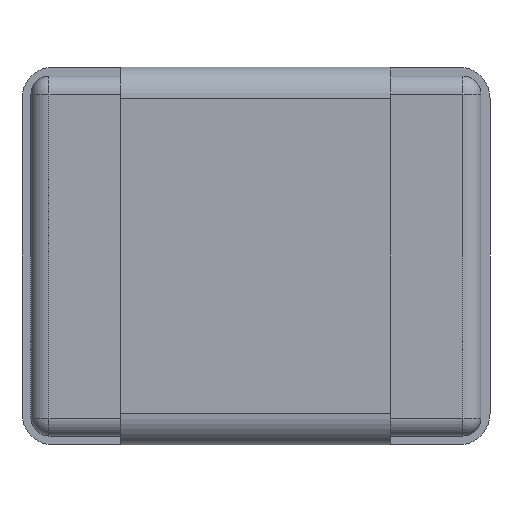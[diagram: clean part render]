
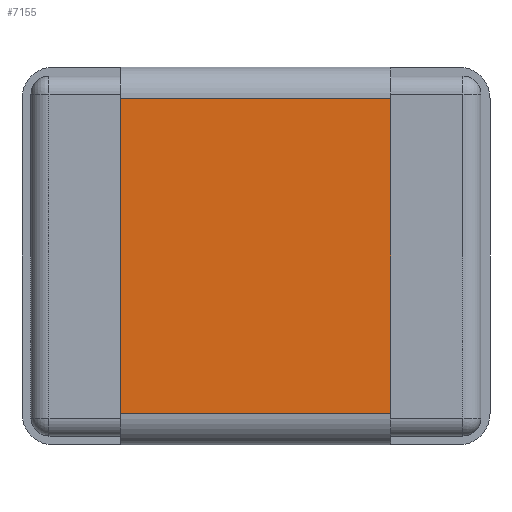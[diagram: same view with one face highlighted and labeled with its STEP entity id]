
A CAD part, left-side view. The second image highlights one B-rep face of the part: STEP entity #7155.
In plain terms, the highlighted planar face has unit normal (-1, 0, 0).
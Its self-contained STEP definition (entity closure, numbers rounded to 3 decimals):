
#1047 = CARTESIAN_POINT ( 'NONE',  ( -0.51, 0.15, -0.175 ) ) ;
#1064 = DIRECTION ( 'NONE',  ( 0., 0., -1. ) ) ;
#1290 = CARTESIAN_POINT ( 'NONE',  ( -0.51, 0.15, 0.21 ) ) ;
#2026 = ORIENTED_EDGE ( 'NONE', *, *, #5447, .T. ) ;
#2202 = CARTESIAN_POINT ( 'NONE',  ( -0.51, 0.15, 0.21 ) ) ;
#2208 = ORIENTED_EDGE ( 'NONE', *, *, #13376, .F. ) ;
#2266 = LINE ( 'NONE', #4522, #9018 ) ;
#2601 = DIRECTION ( 'NONE',  ( 0., 0., -1. ) ) ;
#2736 = CARTESIAN_POINT ( 'NONE',  ( -0.51, -0.15, -0.175 ) ) ;
#4522 = CARTESIAN_POINT ( 'NONE',  ( -0.51, 0.15, 0.175 ) ) ;
#5447 = EDGE_CURVE ( 'NONE', #11743, #6411, #10064, .T. ) ;
#5628 = DIRECTION ( 'NONE',  ( 1., 0., 0. ) ) ;
#5774 = AXIS2_PLACEMENT_3D ( 'NONE', #1290, #5628, #1064 ) ;
#6411 = VERTEX_POINT ( 'NONE', #1047 ) ;
#6779 = CARTESIAN_POINT ( 'NONE',  ( -0.51, -0.15, -0.175 ) ) ;
#7130 = DIRECTION ( 'NONE',  ( 0., -1., 0. ) ) ;
#7155 = ADVANCED_FACE ( 'NONE', ( #12530 ), #9099, .F. ) ;
#7510 = VERTEX_POINT ( 'NONE', #13758 ) ;
#8927 = EDGE_CURVE ( 'NONE', #6411, #12258, #13714, .T. ) ;
#9013 = DIRECTION ( 'NONE',  ( 0., 0., -1. ) ) ;
#9018 = VECTOR ( 'NONE', #10370, 1000. ) ;
#9061 = ORIENTED_EDGE ( 'NONE', *, *, #8927, .T. ) ;
#9099 = PLANE ( 'NONE',  #5774 ) ;
#9265 = VECTOR ( 'NONE', #7130, 1000. ) ;
#9490 = VECTOR ( 'NONE', #9013, 1000. ) ;
#10064 = LINE ( 'NONE', #2202, #9490 ) ;
#10370 = DIRECTION ( 'NONE',  ( 0., 1., 0. ) ) ;
#10713 = EDGE_CURVE ( 'NONE', #7510, #11743, #2266, .T. ) ;
#10828 = CARTESIAN_POINT ( 'NONE',  ( -0.51, 0.15, 0.175 ) ) ;
#11430 = EDGE_LOOP ( 'NONE', ( #2026, #9061, #2208, #14145 ) ) ;
#11580 = CARTESIAN_POINT ( 'NONE',  ( -0.51, -0.15, 0.21 ) ) ;
#11743 = VERTEX_POINT ( 'NONE', #10828 ) ;
#12258 = VERTEX_POINT ( 'NONE', #6779 ) ;
#12530 = FACE_OUTER_BOUND ( 'NONE', #11430, .T. ) ;
#12775 = LINE ( 'NONE', #11580, #13492 ) ;
#13376 = EDGE_CURVE ( 'NONE', #7510, #12258, #12775, .T. ) ;
#13492 = VECTOR ( 'NONE', #2601, 1000. ) ;
#13714 = LINE ( 'NONE', #2736, #9265 ) ;
#13758 = CARTESIAN_POINT ( 'NONE',  ( -0.51, -0.15, 0.175 ) ) ;
#14145 = ORIENTED_EDGE ( 'NONE', *, *, #10713, .T. ) ;
